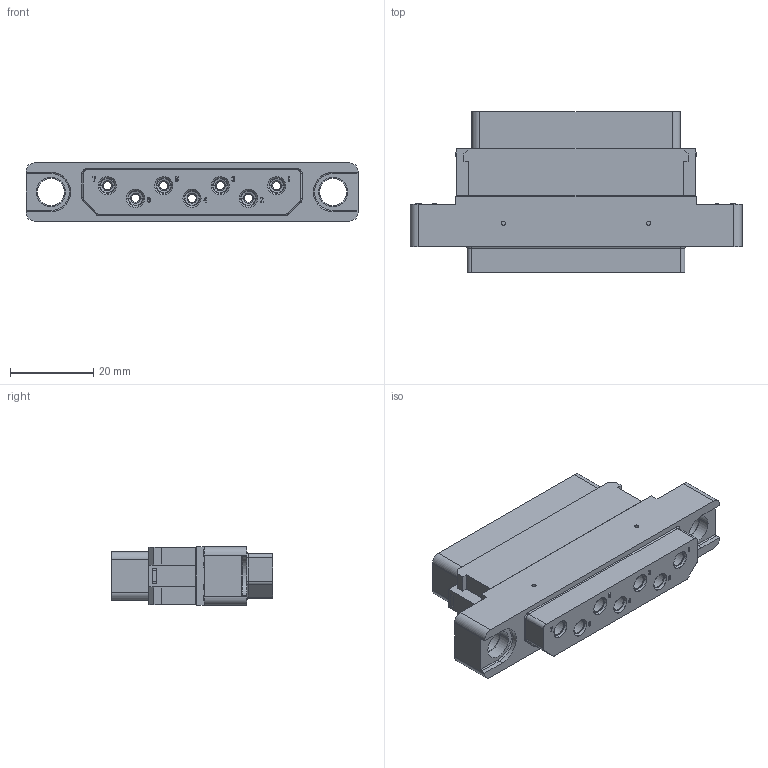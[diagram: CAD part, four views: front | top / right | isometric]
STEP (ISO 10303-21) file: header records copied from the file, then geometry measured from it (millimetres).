
FILE_DESCRIPTION((''),'2;1');
FILE_NAME('1900ND16S1X00C','2019-10-29T',('presta_be4'),(''),'CREO PARAMETRIC BY PTC INC, 2018360','CREO PARAMETRIC BY PTC INC, 2018360','');
FILE_SCHEMA(('CONFIG_CONTROL_DESIGN'));
Length unit declared in the file: millimetre
Products named in the file (1): 1900ND16S1X00C
Bounding box: 80 x 38.95 x 14 mm (x, y, z)
Volume: 21677.4 mm3; surface area: 16243.7 mm2
Topology: 1 solids, 1 shells, 1464 faces, 3733 edges, 2370 vertices
Faces by surface type: plane 909, cylinder 226, cone 160, torus 156, bspline 13
Entity records: 45268 total; most frequent: CARTESIAN_POINT 9263, ORIENTED_EDGE 7466, DIRECTION 7439, EDGE_CURVE 3733, VECTOR 2787, LINE 2787, VERTEX_POINT 2370, AXIS2_PLACEMENT_3D 2326
